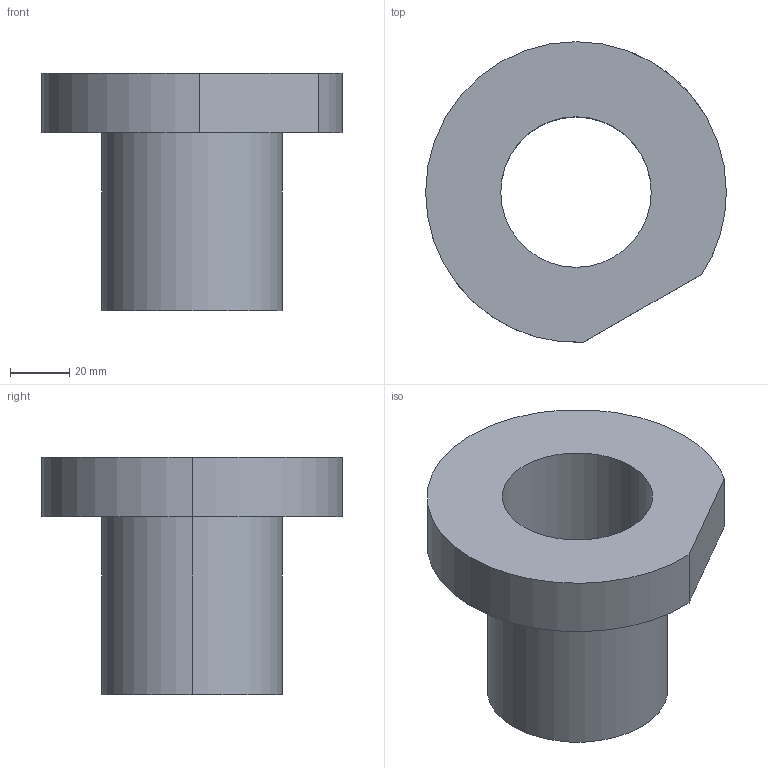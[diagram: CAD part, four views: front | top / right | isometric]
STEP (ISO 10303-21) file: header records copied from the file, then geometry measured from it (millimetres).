
FILE_DESCRIPTION (( 'STEP AP203' ), '1' );
FILE_NAME ('ETP-Express-R-2in.step', '2007-12-03T12:56:55', ( 'Gustaf Hederström' ), ( 'Cevican AB' ), 'SwSTEP 2.0', 'SolidWorks 2002308', '' );
FILE_SCHEMA (( 'CONFIG_CONTROL_DESIGN' ));
Length unit declared in the file: millimetre
Products named in the file (3): ETP-Express-R-2in; ETP-Express-R_ETP-Express-R-2in; Screw-DIN-915_Screw-DIN-915-M16
Assembly tree (2 placements, depth 2):
  ETP-Express-R-2in
    ETP-Express-R_ETP-Express-R-2in
    Screw-DIN-915_Screw-DIN-915-M16
Bounding box: 101.5 x 101.43 x 80 mm (x, y, z)
Volume: 165446.6 mm3; surface area: 45471.3 mm2
Topology: 2 solids, 2 shells, 37 faces, 79 edges, 50 vertices
Faces by surface type: plane 17, cylinder 14, cone 6
Entity records: 1346 total; most frequent: CARTESIAN_POINT 208, DIRECTION 195, ORIENTED_EDGE 158, EDGE_CURVE 79, AXIS2_PLACEMENT_3D 75, VERTEX_POINT 50, LINE 45, VECTOR 45
